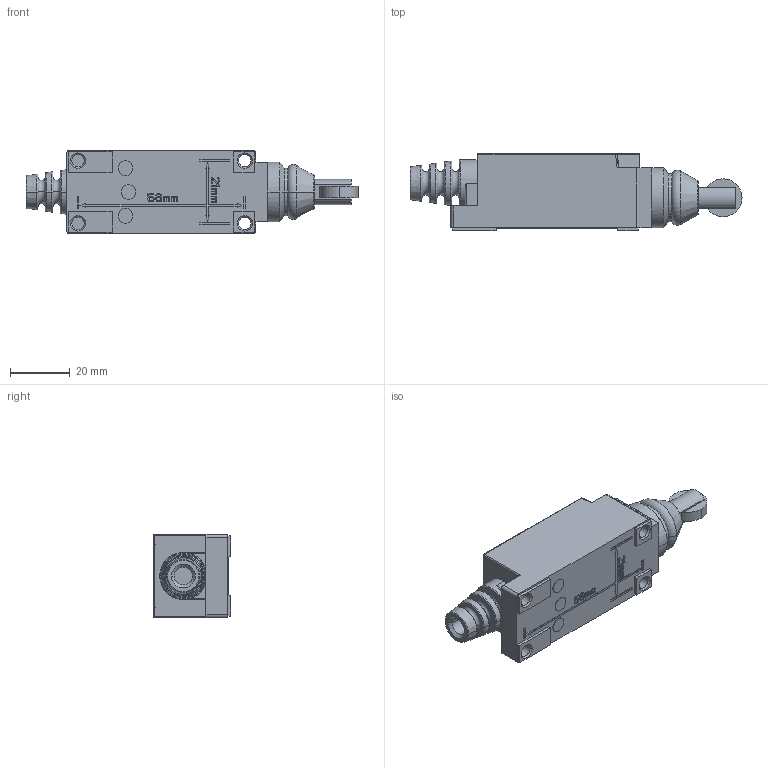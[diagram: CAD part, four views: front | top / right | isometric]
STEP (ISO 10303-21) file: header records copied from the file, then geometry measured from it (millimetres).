
FILE_DESCRIPTION((''),'2;1');
FILE_NAME('LA167-Z8-112','2024-11-22T',('Administrator'),('zyb.com'),'PRO/ENGINEER BY PARAMETRIC TECHNOLOGY CORPORATION, 2010280','PRO/ENGINEER BY PARAMETRIC TECHNOLOGY CORPORATION, 2010280','');
FILE_SCHEMA(('CONFIG_CONTROL_DESIGN'));
Length unit declared in the file: millimetre
Products named in the file (1): LA167-Z8-112
Bounding box: 111.45 x 25.98 x 28 mm (x, y, z)
Volume: 46820.9 mm3; surface area: 12143.3 mm2
Topology: 3 solids, 3 shells, 551 faces, 1472 edges, 959 vertices
Faces by surface type: plane 433, cylinder 61, torus 24, cone 21, sphere 10, bspline 2
Entity records: 17099 total; most frequent: CARTESIAN_POINT 3173, ORIENTED_EDGE 2936, DIRECTION 2780, EDGE_CURVE 1468, VECTOR 1214, LINE 1214, VERTEX_POINT 957, AXIS2_PLACEMENT_3D 783
